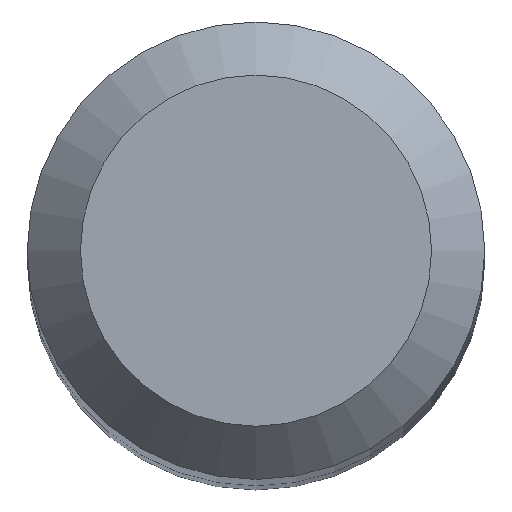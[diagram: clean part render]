
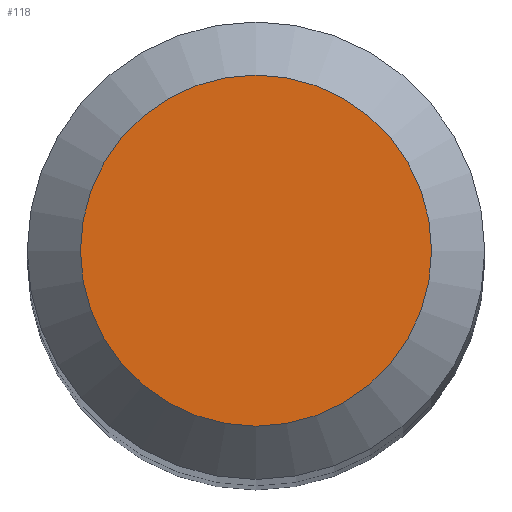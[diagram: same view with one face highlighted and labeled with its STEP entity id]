
A CAD part, top view. The second image highlights one B-rep face of the part: STEP entity #118.
In plain terms, the highlighted planar face has unit normal (0, 0, 1).
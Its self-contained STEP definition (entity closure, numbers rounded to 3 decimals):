
#9 = EDGE_CURVE ( 'NONE', #141, #141, #135, .T. ) ;
#25 = PLANE ( 'NONE',  #142 ) ;
#54 = CARTESIAN_POINT ( 'NONE',  ( 0., 0., 58. ) ) ;
#59 = DIRECTION ( 'NONE',  ( 0., 0., -1. ) ) ;
#95 = DIRECTION ( 'NONE',  ( 0., 1., 0. ) ) ;
#118 = ADVANCED_FACE ( 'NONE', ( #176 ), #25, .F. ) ;
#133 = CARTESIAN_POINT ( 'NONE',  ( 0., 0., 58. ) ) ;
#135 = CIRCLE ( 'NONE', #160, 1.65 ) ;
#141 = VERTEX_POINT ( 'NONE', #183 ) ;
#142 = AXIS2_PLACEMENT_3D ( 'NONE', #54, #199, #193 ) ;
#144 = ORIENTED_EDGE ( 'NONE', *, *, #9, .F. ) ;
#148 = EDGE_LOOP ( 'NONE', ( #144 ) ) ;
#160 = AXIS2_PLACEMENT_3D ( 'NONE', #133, #59, #95 ) ;
#176 = FACE_OUTER_BOUND ( 'NONE', #148, .T. ) ;
#183 = CARTESIAN_POINT ( 'NONE',  ( 0., 1.65, 58. ) ) ;
#193 = DIRECTION ( 'NONE',  ( 0., 1., 0. ) ) ;
#199 = DIRECTION ( 'NONE',  ( 0., 0., -1. ) ) ;
